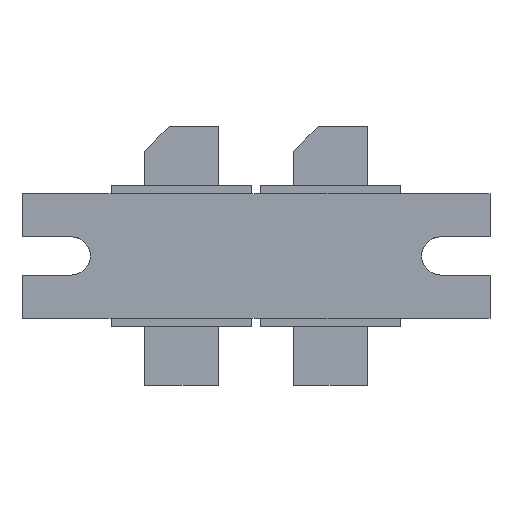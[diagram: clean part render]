
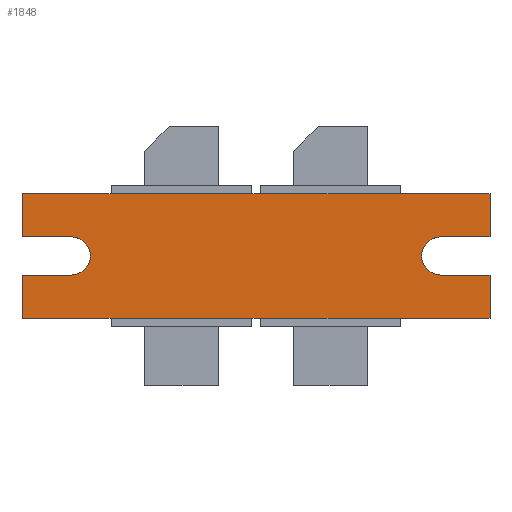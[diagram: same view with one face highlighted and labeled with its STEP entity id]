
A CAD part, top view. The second image highlights one B-rep face of the part: STEP entity #1848.
In plain terms, the highlighted planar face has unit normal (0, 0, 1).
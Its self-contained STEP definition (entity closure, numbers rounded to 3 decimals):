
#1848=ADVANCED_FACE('',(#3530),#3532,.F.);
#3530=FACE_BOUND('',#3531,.T.);
#3531=EDGE_LOOP('',(#5264,#5265,#5266,#5267,#5268,#5269,#5270,#5271,#5272,#5273,
#5274,#5275));
#3532=PLANE('',#3533);
#3533=AXIS2_PLACEMENT_3D('',#3534,#3535,#3536);
#3534=CARTESIAN_POINT('',(0.,0.,0.));
#3535=DIRECTION('',(0.,0.,-1.));
#3536=DIRECTION('',(-1.,0.,0.));
#5264=ORIENTED_EDGE('',*,*,#6048,.F.);
#5265=ORIENTED_EDGE('',*,*,#6049,.F.);
#5266=ORIENTED_EDGE('',*,*,#6050,.F.);
#5267=ORIENTED_EDGE('',*,*,#6051,.F.);
#5268=ORIENTED_EDGE('',*,*,#6004,.F.);
#5269=ORIENTED_EDGE('',*,*,#6046,.F.);
#5270=ORIENTED_EDGE('',*,*,#6052,.F.);
#5271=ORIENTED_EDGE('',*,*,#6053,.F.);
#5272=ORIENTED_EDGE('',*,*,#6054,.F.);
#5273=ORIENTED_EDGE('',*,*,#6055,.F.);
#5274=ORIENTED_EDGE('',*,*,#6032,.F.);
#5275=ORIENTED_EDGE('',*,*,#6056,.F.);
#6004=EDGE_CURVE('',#7032,#7034,#7035,.T.);
#6032=EDGE_CURVE('',#7086,#7088,#7089,.T.);
#6046=EDGE_CURVE('',#7111,#7032,#7112,.T.);
#6048=EDGE_CURVE('',#7114,#7115,#7116,.T.);
#6049=EDGE_CURVE('',#7117,#7114,#7118,.T.);
#6050=EDGE_CURVE('',#7119,#7117,#7120,.T.);
#6051=EDGE_CURVE('',#7034,#7119,#7121,.T.);
#6052=EDGE_CURVE('',#7122,#7111,#7123,.T.);
#6053=EDGE_CURVE('',#7124,#7122,#7125,.T.);
#6054=EDGE_CURVE('',#7126,#7124,#7127,.T.);
#6055=EDGE_CURVE('',#7088,#7126,#7128,.T.);
#6056=EDGE_CURVE('',#7115,#7086,#7129,.T.);
#7032=VERTEX_POINT('',#9251);
#7034=VERTEX_POINT('',#9255);
#7035=LINE('',#9256,#9257);
#7086=VERTEX_POINT('',#9361);
#7088=VERTEX_POINT('',#9365);
#7089=LINE('',#9366,#9367);
#7111=VERTEX_POINT('',#9417);
#7112=LINE('',#9418,#9419);
#7114=VERTEX_POINT('',#9424);
#7115=VERTEX_POINT('',#9425);
#7116=LINE('',#9426,#9427);
#7117=VERTEX_POINT('',#9429);
#7118=CIRCLE('',#9430,1.55);
#7119=VERTEX_POINT('',#9434);
#7120=LINE('',#9435,#9436);
#7121=LINE('',#9438,#9439);
#7122=VERTEX_POINT('',#9441);
#7123=LINE('',#9442,#9443);
#7124=VERTEX_POINT('',#9445);
#7125=CIRCLE('',#9446,1.55);
#7126=VERTEX_POINT('',#9450);
#7127=LINE('',#9451,#9452);
#7128=LINE('',#9454,#9455);
#7129=LINE('',#9457,#9458);
#9251=CARTESIAN_POINT('',(19.,-5.05,0.));
#9255=CARTESIAN_POINT('',(-19.,-5.05,0.));
#9256=CARTESIAN_POINT('',(19.,-5.05,0.));
#9257=VECTOR('',#9258,1.);
#9258=DIRECTION('',(-1.,0.,0.));
#9361=CARTESIAN_POINT('',(-19.,5.05,0.));
#9365=CARTESIAN_POINT('',(19.,5.05,0.));
#9366=CARTESIAN_POINT('',(-19.,5.05,0.));
#9367=VECTOR('',#9368,1.);
#9368=DIRECTION('',(1.,0.,0.));
#9417=CARTESIAN_POINT('',(19.,-1.55,0.));
#9418=CARTESIAN_POINT('',(19.,-1.55,0.));
#9419=VECTOR('',#9420,1.);
#9420=DIRECTION('',(0.,-1.,0.));
#9424=CARTESIAN_POINT('',(-15.,1.55,0.));
#9425=CARTESIAN_POINT('',(-19.,1.55,0.));
#9426=CARTESIAN_POINT('',(-15.,1.55,0.));
#9427=VECTOR('',#9428,1.);
#9428=DIRECTION('',(-1.,0.,0.));
#9429=CARTESIAN_POINT('',(-15.,-1.55,0.));
#9430=AXIS2_PLACEMENT_3D('',#9431,#9432,#9433);
#9431=CARTESIAN_POINT('',(-15.,0.,0.));
#9432=DIRECTION('',(0.,0.,1.));
#9433=DIRECTION('',(0.,-1.,0.));
#9434=CARTESIAN_POINT('',(-19.,-1.55,0.));
#9435=CARTESIAN_POINT('',(-19.,-1.55,0.));
#9436=VECTOR('',#9437,1.);
#9437=DIRECTION('',(1.,0.,0.));
#9438=CARTESIAN_POINT('',(-19.,-5.05,0.));
#9439=VECTOR('',#9440,1.);
#9440=DIRECTION('',(0.,1.,0.));
#9441=CARTESIAN_POINT('',(15.,-1.55,0.));
#9442=CARTESIAN_POINT('',(15.,-1.55,0.));
#9443=VECTOR('',#9444,1.);
#9444=DIRECTION('',(1.,0.,0.));
#9445=CARTESIAN_POINT('',(15.,1.55,0.));
#9446=AXIS2_PLACEMENT_3D('',#9447,#9448,#9449);
#9447=CARTESIAN_POINT('',(15.,0.,0.));
#9448=DIRECTION('',(0.,0.,1.));
#9449=DIRECTION('',(0.,1.,0.));
#9450=CARTESIAN_POINT('',(19.,1.55,0.));
#9451=CARTESIAN_POINT('',(19.,1.55,0.));
#9452=VECTOR('',#9453,1.);
#9453=DIRECTION('',(-1.,0.,0.));
#9454=CARTESIAN_POINT('',(19.,5.05,0.));
#9455=VECTOR('',#9456,1.);
#9456=DIRECTION('',(0.,-1.,0.));
#9457=CARTESIAN_POINT('',(-19.,1.55,0.));
#9458=VECTOR('',#9459,1.);
#9459=DIRECTION('',(0.,1.,0.));
